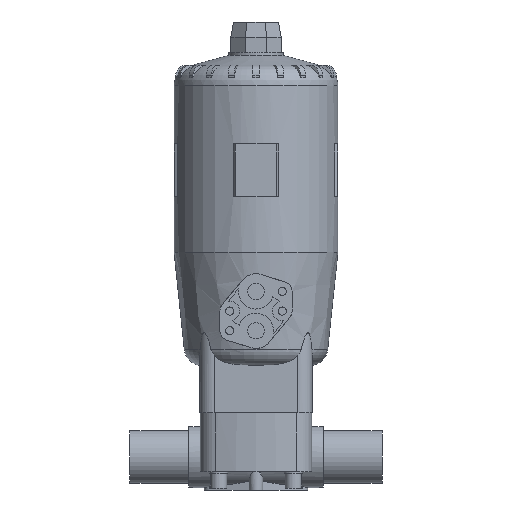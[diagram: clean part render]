
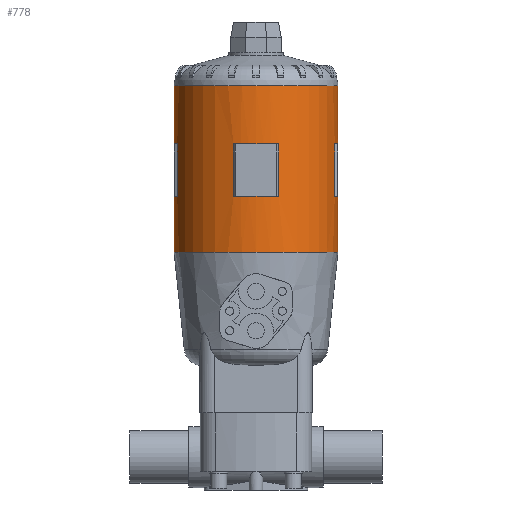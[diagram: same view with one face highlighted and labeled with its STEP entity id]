
A CAD part, front view. The second image highlights one B-rep face of the part: STEP entity #778.
In plain terms, the highlighted cylindrical face has radius 50 mm (diameter 100 mm), a partial arc.
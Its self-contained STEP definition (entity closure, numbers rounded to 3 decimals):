
#778=ADVANCED_FACE('',(#1625,#1626),#1627,.T.);
#1625=FACE_OUTER_BOUND('',#2543,.T.);
#1626=FACE_BOUND('',#2544,.T.);
#1627=CYLINDRICAL_SURFACE('',#2545,50.0);
#2543=EDGE_LOOP('',(#4854,#4855,#4856,#4857,#4858,#4859,#4860,#4861,#4862,#4863,#4864,#4865));
#2544=EDGE_LOOP('',(#4866,#4867,#4868,#4869,#4870,#4871));
#2545=AXIS2_PLACEMENT_3D('',#4872,#4873,#4874);
#4854=ORIENTED_EDGE('',*,*,#5644,.T.);
#4855=ORIENTED_EDGE('',*,*,#5922,.T.);
#4856=ORIENTED_EDGE('',*,*,#5926,.T.);
#4857=ORIENTED_EDGE('',*,*,#5915,.T.);
#4858=ORIENTED_EDGE('',*,*,#5652,.T.);
#4859=ORIENTED_EDGE('',*,*,#6052,.F.);
#4860=ORIENTED_EDGE('',*,*,#5650,.T.);
#4861=ORIENTED_EDGE('',*,*,#5961,.T.);
#4862=ORIENTED_EDGE('',*,*,#5973,.T.);
#4863=ORIENTED_EDGE('',*,*,#5976,.T.);
#4864=ORIENTED_EDGE('',*,*,#5646,.T.);
#4865=ORIENTED_EDGE('',*,*,#6380,.T.);
#4866=ORIENTED_EDGE('',*,*,#5947,.T.);
#4867=ORIENTED_EDGE('',*,*,#5935,.T.);
#4868=ORIENTED_EDGE('',*,*,#5939,.T.);
#4869=ORIENTED_EDGE('',*,*,#5953,.T.);
#4870=ORIENTED_EDGE('',*,*,#5956,.T.);
#4871=ORIENTED_EDGE('',*,*,#5943,.T.);
#4872=CARTESIAN_POINT('',(0.0,0.0,175.78));
#4873=DIRECTION('',(0.0,0.0,1.0));
#4874=DIRECTION('',(1.0,0.0,0.0));
#5644=EDGE_CURVE('',#6851,#6852,#6853,.T.);
#5646=EDGE_CURVE('',#6856,#6854,#6857,.T.);
#5650=EDGE_CURVE('',#6864,#6862,#6865,.T.);
#5652=EDGE_CURVE('',#6868,#6866,#6869,.T.);
#5915=EDGE_CURVE('',#7266,#6868,#7267,.T.);
#5922=EDGE_CURVE('',#6852,#7276,#7277,.T.);
#5926=EDGE_CURVE('',#7276,#7266,#7282,.T.);
#5935=EDGE_CURVE('',#7292,#7293,#7294,.T.);
#5939=EDGE_CURVE('',#7293,#7299,#7300,.T.);
#5943=EDGE_CURVE('',#7305,#7306,#7307,.T.);
#5947=EDGE_CURVE('',#7306,#7292,#7312,.T.);
#5953=EDGE_CURVE('',#7299,#7319,#7320,.T.);
#5956=EDGE_CURVE('',#7319,#7305,#7323,.T.);
#5961=EDGE_CURVE('',#6862,#7329,#7330,.T.);
#5973=EDGE_CURVE('',#7329,#7345,#7346,.T.);
#5976=EDGE_CURVE('',#7345,#6856,#7349,.T.);
#6052=EDGE_CURVE('',#6864,#6866,#7475,.T.);
#6380=EDGE_CURVE('',#6854,#6851,#7917,.T.);
#6851=VERTEX_POINT('',#8782);
#6852=VERTEX_POINT('',#8783);
#6853=LINE('',#8784,#8785);
#6854=VERTEX_POINT('',#8786);
#6856=VERTEX_POINT('',#8788);
#6857=LINE('',#8789,#8790);
#6862=VERTEX_POINT('',#8796);
#6864=VERTEX_POINT('',#8798);
#6865=LINE('',#8799,#8800);
#6866=VERTEX_POINT('',#8801);
#6868=VERTEX_POINT('',#8803);
#6869=LINE('',#8804,#8805);
#7266=VERTEX_POINT('',#10069);
#7267=CIRCLE('',#10070,50.0);
#7276=VERTEX_POINT('',#10083);
#7277=CIRCLE('',#10084,50.0);
#7282=LINE('',#10091,#10092);
#7292=VERTEX_POINT('',#10106);
#7293=VERTEX_POINT('',#10107);
#7294=CIRCLE('',#10108,50.0);
#7299=VERTEX_POINT('',#10115);
#7300=CIRCLE('',#10116,50.0);
#7305=VERTEX_POINT('',#10123);
#7306=VERTEX_POINT('',#10124);
#7307=CIRCLE('',#10125,50.0);
#7312=LINE('',#10132,#10133);
#7319=VERTEX_POINT('',#10143);
#7320=LINE('',#10144,#10145);
#7323=CIRCLE('',#10149,50.0);
#7329=VERTEX_POINT('',#10157);
#7330=CIRCLE('',#10158,50.0);
#7345=VERTEX_POINT('',#10180);
#7346=LINE('',#10181,#10182);
#7349=CIRCLE('',#10186,50.0);
#7475=CIRCLE('',#10865,50.0);
#7917=CIRCLE('',#11845,50.0);
#8782=CARTESIAN_POINT('',(50.0,0.0,125.022));
#8783=CARTESIAN_POINT('',(50.0,0.,159.085));
#8784=CARTESIAN_POINT('',(50.0,0.,175.78));
#8785=VECTOR('',#12401,1.0);
#8786=CARTESIAN_POINT('',(-50.0,0.,125.022));
#8788=CARTESIAN_POINT('',(-50.0,0.,159.085));
#8789=CARTESIAN_POINT('',(-50.0,0.,175.78));
#8790=VECTOR('',#12405,1.0);
#8796=CARTESIAN_POINT('',(-50.0,0.,191.085));
#8798=CARTESIAN_POINT('',(-50.0,0.,226.539));
#8799=CARTESIAN_POINT('',(-50.0,0.,175.78));
#8800=VECTOR('',#12413,1.0);
#8801=CARTESIAN_POINT('',(50.0,0.0,226.539));
#8803=CARTESIAN_POINT('',(50.0,0.,191.085));
#8804=CARTESIAN_POINT('',(50.0,0.,175.78));
#8805=VECTOR('',#12417,1.0);
#10069=CARTESIAN_POINT('',(48.054,-13.813,191.085));
#10070=AXIS2_PLACEMENT_3D('',#12687,#12688,#12689);
#10083=CARTESIAN_POINT('',(48.054,-13.813,159.085));
#10084=AXIS2_PLACEMENT_3D('',#12694,#12695,#12696);
#10091=CARTESIAN_POINT('',(48.054,-13.813,175.085));
#10092=VECTOR('',#12699,1.0);
#10106=CARTESIAN_POINT('',(-13.813,-48.054,191.085));
#10107=CARTESIAN_POINT('',(0.,-50.0,191.085));
#10108=AXIS2_PLACEMENT_3D('',#12704,#12705,#12706);
#10115=CARTESIAN_POINT('',(13.813,-48.054,191.085));
#10116=AXIS2_PLACEMENT_3D('',#12709,#12710,#12711);
#10123=CARTESIAN_POINT('',(0.,-50.0,159.085));
#10124=CARTESIAN_POINT('',(-13.813,-48.054,159.085));
#10125=AXIS2_PLACEMENT_3D('',#12714,#12715,#12716);
#10132=CARTESIAN_POINT('',(-13.813,-48.054,175.085));
#10133=VECTOR('',#12719,1.0);
#10143=CARTESIAN_POINT('',(13.813,-48.054,159.085));
#10144=CARTESIAN_POINT('',(13.813,-48.054,175.085));
#10145=VECTOR('',#12723,1.0);
#10149=AXIS2_PLACEMENT_3D('',#12725,#12726,#12727);
#10157=CARTESIAN_POINT('',(-48.054,-13.813,191.085));
#10158=AXIS2_PLACEMENT_3D('',#12730,#12731,#12732);
#10180=CARTESIAN_POINT('',(-48.054,-13.813,159.085));
#10181=CARTESIAN_POINT('',(-48.054,-13.813,175.085));
#10182=VECTOR('',#12740,1.0);
#10186=AXIS2_PLACEMENT_3D('',#12742,#12743,#12744);
#10865=AXIS2_PLACEMENT_3D('',#12800,#12801,#12802);
#11845=AXIS2_PLACEMENT_3D('',#13108,#13109,#13110);
#12401=DIRECTION('',(0.0,0.0,1.0));
#12405=DIRECTION('',(-0.0,-0.0,-1.0));
#12413=DIRECTION('',(-0.0,-0.0,-1.0));
#12417=DIRECTION('',(0.0,0.0,1.0));
#12687=CARTESIAN_POINT('',(0.0,0.0,191.085));
#12688=DIRECTION('',(0.0,-0.0,1.0));
#12689=DIRECTION('',(1.0,0.0,0.0));
#12694=CARTESIAN_POINT('',(0.0,0.0,159.085));
#12695=DIRECTION('',(0.0,0.0,-1.0));
#12696=DIRECTION('',(1.0,0.0,0.0));
#12699=DIRECTION('',(0.0,0.0,1.0));
#12704=CARTESIAN_POINT('',(0.0,0.0,191.085));
#12705=DIRECTION('',(0.0,-0.0,1.0));
#12706=DIRECTION('',(1.0,0.0,0.0));
#12709=CARTESIAN_POINT('',(0.0,0.0,191.085));
#12710=DIRECTION('',(0.0,-0.0,1.0));
#12711=DIRECTION('',(1.0,0.0,0.0));
#12714=CARTESIAN_POINT('',(0.0,0.0,159.085));
#12715=DIRECTION('',(0.0,0.0,-1.0));
#12716=DIRECTION('',(1.0,0.0,0.0));
#12719=DIRECTION('',(0.0,0.0,1.0));
#12723=DIRECTION('',(-0.0,-0.0,-1.0));
#12725=CARTESIAN_POINT('',(0.0,0.0,159.085));
#12726=DIRECTION('',(0.0,0.0,-1.0));
#12727=DIRECTION('',(1.0,0.0,0.0));
#12730=CARTESIAN_POINT('',(0.0,0.0,191.085));
#12731=DIRECTION('',(0.0,-0.0,1.0));
#12732=DIRECTION('',(1.0,0.0,0.0));
#12740=DIRECTION('',(-0.0,-0.0,-1.0));
#12742=CARTESIAN_POINT('',(0.0,0.0,159.085));
#12743=DIRECTION('',(0.0,0.0,-1.0));
#12744=DIRECTION('',(1.0,0.0,0.0));
#12800=CARTESIAN_POINT('',(0.0,0.0,226.539));
#12801=DIRECTION('',(0.0,0.0,1.0));
#12802=DIRECTION('',(1.0,0.0,0.0));
#13108=CARTESIAN_POINT('',(0.0,0.0,125.022));
#13109=DIRECTION('',(0.0,0.0,1.0));
#13110=DIRECTION('',(1.0,0.0,0.0));
